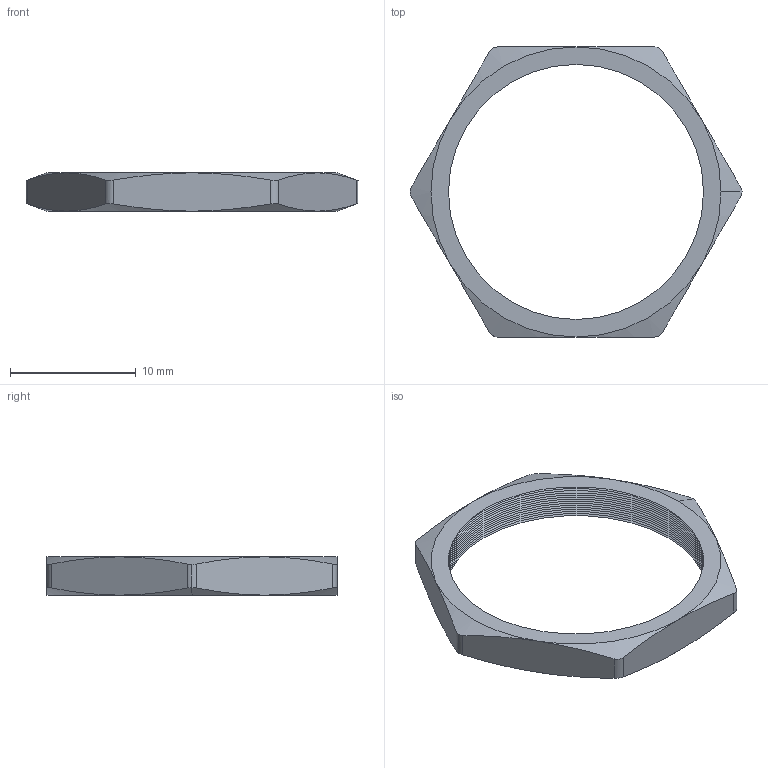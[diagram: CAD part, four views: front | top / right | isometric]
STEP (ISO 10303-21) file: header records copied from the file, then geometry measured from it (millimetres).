
FILE_DESCRIPTION (( 'STEP AP203' ), '1' );
FILE_NAME ('NP-13-BR.STEP', '2008-04-02T05:28:42', ( 'Baystate-05' ), ( 'BayState InfoTech' ), 'SwSTEP 2.0', 'SolidWorks 2007', '' );
FILE_SCHEMA (( 'CONFIG_CONTROL_DESIGN' ));
Length unit declared in the file: inch
Products named in the file (1): NP-13-BR
Bounding box: 26.45 x 23.11 x 3.05 mm (x, y, z)
Volume: 348.2 mm3; surface area: 866.7 mm2
Topology: 1 solids, 1 shells, 87 faces, 186 edges, 101 vertices
Faces by surface type: cone 72, plane 8, cylinder 7
Entity records: 2470 total; most frequent: CARTESIAN_POINT 558, DIRECTION 397, ORIENTED_EDGE 372, EDGE_CURVE 186, AXIS2_PLACEMENT_3D 162, VERTEX_POINT 101, EDGE_LOOP 89, ADVANCED_FACE 87
